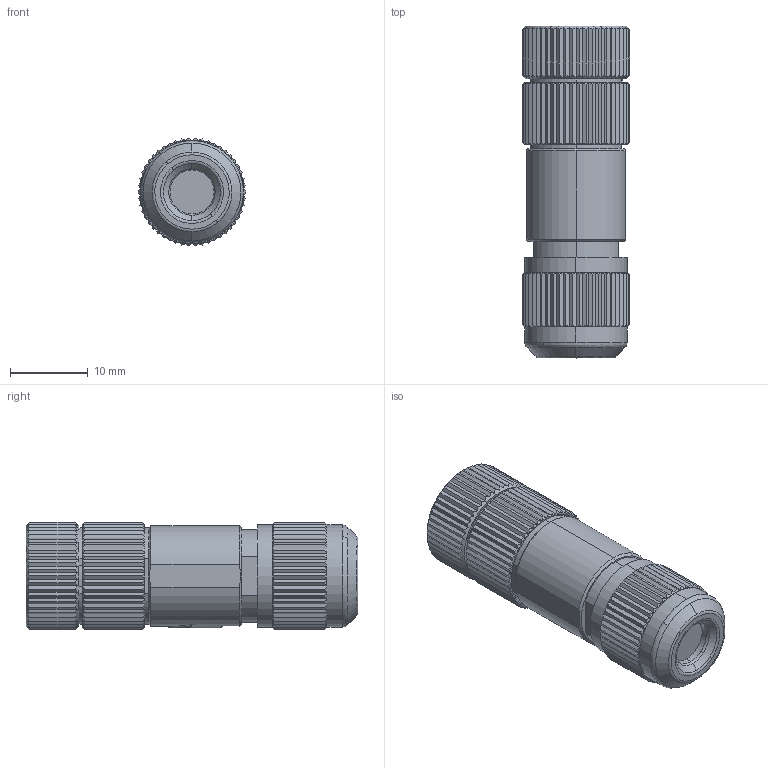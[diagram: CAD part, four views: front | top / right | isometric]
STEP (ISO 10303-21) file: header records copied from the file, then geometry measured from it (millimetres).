
FILE_DESCRIPTION (( 'STEP AP203' ), '1' );
FILE_NAME ('P41.STEP', '2020-03-30T08:26:35', ( 'edpusr' ), ( 'Microsoft' ), 'SwSTEP 2.0', 'SolidWorks 2015', '' );
FILE_SCHEMA (( 'CONFIG_CONTROL_DESIGN' ));
Length unit declared in the file: millimetre
Products named in the file (1): P41
Bounding box: 13.92 x 42.8 x 13.89 mm (x, y, z)
Volume: 5697.8 mm3; surface area: 2758.8 mm2
Topology: 1 solids, 1 shells, 622 faces, 1784 edges, 1183 vertices
Faces by surface type: plane 336, cone 222, cylinder 45, bspline 19
Entity records: 21336 total; most frequent: CARTESIAN_POINT 5972, ORIENTED_EDGE 3568, DIRECTION 2708, EDGE_CURVE 1784, VERTEX_POINT 1183, AXIS2_PLACEMENT_3D 951, VECTOR 806, LINE 806
